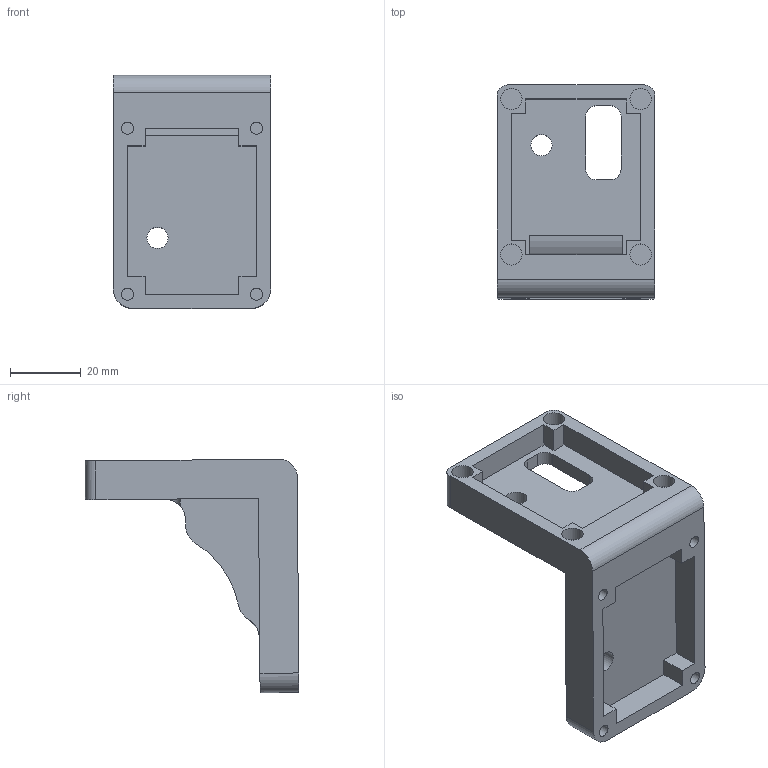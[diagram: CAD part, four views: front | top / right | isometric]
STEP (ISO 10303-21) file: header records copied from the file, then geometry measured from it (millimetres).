
FILE_DESCRIPTION(/* description */ (''),/* implementation_level */ '2;1');
FILE_NAME(/* name */ 'joint_5_base.step',/* time_stamp */ '2025-04-05T15:29:30-04:00',/* author */ (''),/* organization */ (''),/* preprocessor_version */ 'ST-DEVELOPER v20.1',/* originating_system */ 'Autodesk Translation Framework v14.4.0.0',/* authorisation */ '');
FILE_SCHEMA (('AUTOMOTIVE_DESIGN { 1 0 10303 214 3 1 1 }'));
Length unit declared in the file: millimetre
Products named in the file (3): armatron_7; Elbow Joint; mg4010_wire_box
Assembly tree (2 placements, depth 3):
  armatron_7
    Elbow Joint
      mg4010_wire_box
Bounding box: 44.54 x 60.53 x 66.05 mm (x, y, z)
Volume: 35750.9 mm3; surface area: 17789.5 mm2
Topology: 1 solids, 1 shells, 87 faces, 231 edges, 153 vertices
Faces by surface type: plane 51, cylinder 33, torus 2, bspline 1
Full cylindrical faces by diameter (mm): 3.45 x4, 6 x6
Entity records: 2863 total; most frequent: CARTESIAN_POINT 538, DIRECTION 473, ORIENTED_EDGE 462, EDGE_CURVE 231, AXIS2_PLACEMENT_3D 158, LINE 157, VECTOR 157, VERTEX_POINT 153
